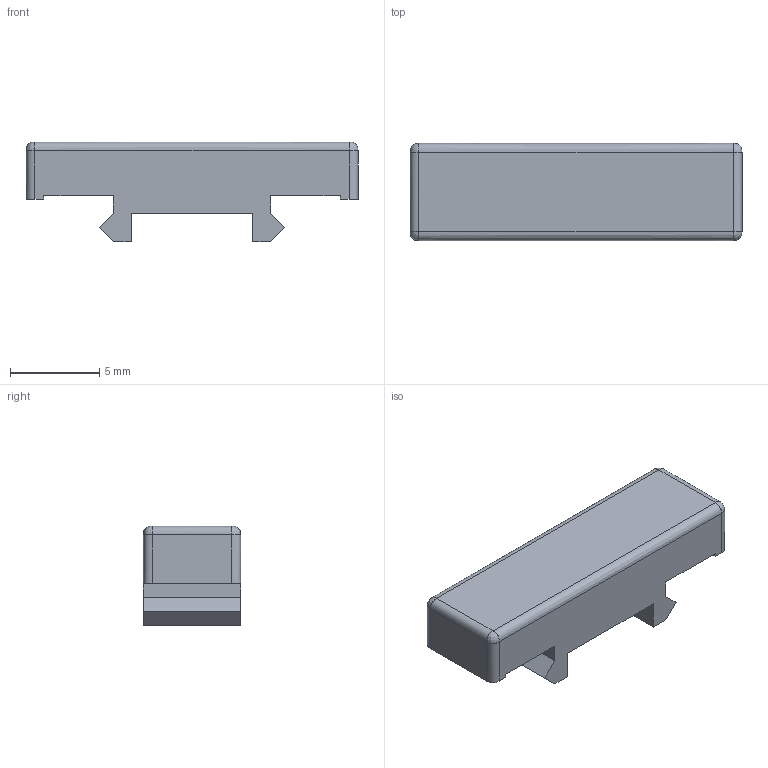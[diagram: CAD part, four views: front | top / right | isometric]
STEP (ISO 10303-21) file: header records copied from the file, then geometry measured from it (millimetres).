
FILE_DESCRIPTION(/* description */ ('STEP AP242','CAx-IF Rec.Pracs.---Representation and Presentation of Product Manufacturing Information (PMI)---4.0---2014-10-13','CAx-IF Rec.Pracs.---3D Tessellated Geometry---0.4---2014-09-14','2;1'),/* implementation_level */ '2;1');
FILE_SCHEMA (('AP242_MANAGED_MODEL_BASED_3D_ENGINEERING_MIM_LF { 1 0 10303 442 1 1 4 }'));
Length unit declared in the file: metre
Products named in the file (1): ButtonCenter
Bounding box: 18.6 x 5.45 x 5.6 mm (x, y, z)
Volume: 376.2 mm3; surface area: 420.1 mm2
Topology: 1 solids, 1 shells, 34 faces, 84 edges, 52 vertices
Faces by surface type: plane 22, bspline 12
Entity records: 1936 total; most frequent: CARTESIAN_POINT 1213, ORIENTED_EDGE 168, DIRECTION 98, EDGE_CURVE 84, VERTEX_POINT 52, LINE 52, VECTOR 52, EDGE_LOOP 34
